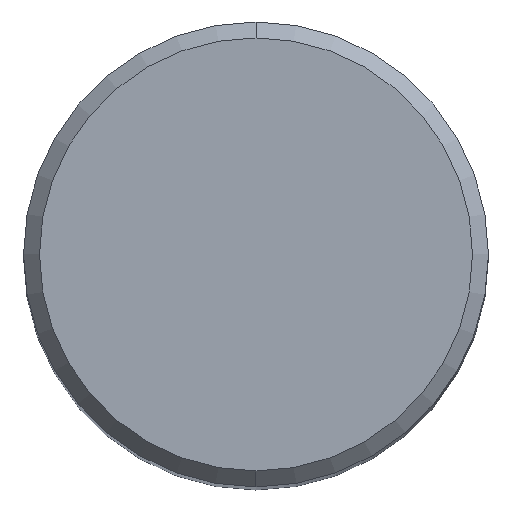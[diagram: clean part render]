
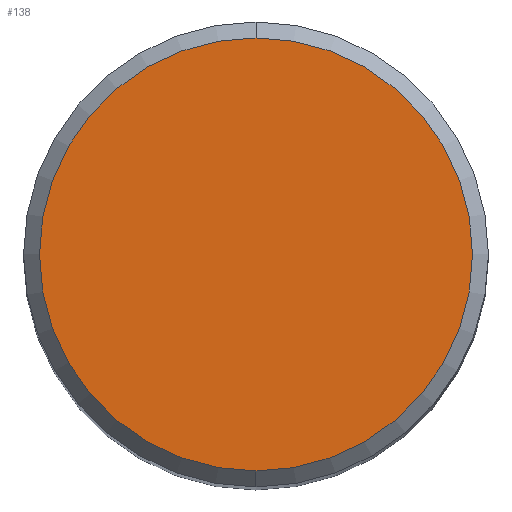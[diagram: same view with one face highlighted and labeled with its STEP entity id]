
A CAD part, top view. The second image highlights one B-rep face of the part: STEP entity #138.
In plain terms, the highlighted planar face has unit normal (0, 0, 1).
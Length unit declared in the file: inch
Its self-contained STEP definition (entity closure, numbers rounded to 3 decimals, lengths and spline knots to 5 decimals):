
#17 = AXIS2_PLACEMENT_3D ( 'NONE', #427, #346, #29 ) ;
#29 = DIRECTION ( 'NONE',  ( 0., 1., 0. ) ) ;
#53 = DIRECTION ( 'NONE',  ( 0., -1., 0. ) ) ;
#70 = VERTEX_POINT ( 'NONE', #241 ) ;
#73 = EDGE_CURVE ( 'NONE', #193, #70, #413, .T. ) ;
#79 = EDGE_LOOP ( 'NONE', ( #420, #433 ) ) ;
#109 = AXIS2_PLACEMENT_3D ( 'NONE', #128, #337, #53 ) ;
#128 = CARTESIAN_POINT ( 'NONE',  ( 0., 0., 0. ) ) ;
#138 = ADVANCED_FACE ( 'NONE', ( #382 ), #154, .F. ) ;
#152 = AXIS2_PLACEMENT_3D ( 'NONE', #208, #235, #501 ) ;
#154 = PLANE ( 'NONE',  #17 ) ;
#193 = VERTEX_POINT ( 'NONE', #460 ) ;
#208 = CARTESIAN_POINT ( 'NONE',  ( 0., 0., 0. ) ) ;
#235 = DIRECTION ( 'NONE',  ( 0., 0., 1. ) ) ;
#241 = CARTESIAN_POINT ( 'NONE',  ( 0., -0.20375, 0. ) ) ;
#337 = DIRECTION ( 'NONE',  ( 0., 0., 1. ) ) ;
#346 = DIRECTION ( 'NONE',  ( 0., 0., -1. ) ) ;
#382 = FACE_OUTER_BOUND ( 'NONE', #79, .T. ) ;
#413 = CIRCLE ( 'NONE', #152, 0.20375 ) ;
#420 = ORIENTED_EDGE ( 'NONE', *, *, #73, .T. ) ;
#427 = CARTESIAN_POINT ( 'NONE',  ( 0., 0.20375, 0. ) ) ;
#433 = ORIENTED_EDGE ( 'NONE', *, *, #451, .T. ) ;
#451 = EDGE_CURVE ( 'NONE', #70, #193, #486, .T. ) ;
#460 = CARTESIAN_POINT ( 'NONE',  ( 0., 0.20375, 0. ) ) ;
#486 = CIRCLE ( 'NONE', #109, 0.20375 ) ;
#501 = DIRECTION ( 'NONE',  ( 0., -1., 0. ) ) ;
